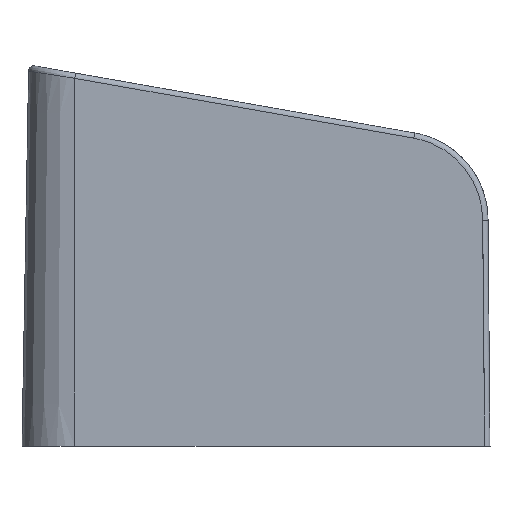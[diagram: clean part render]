
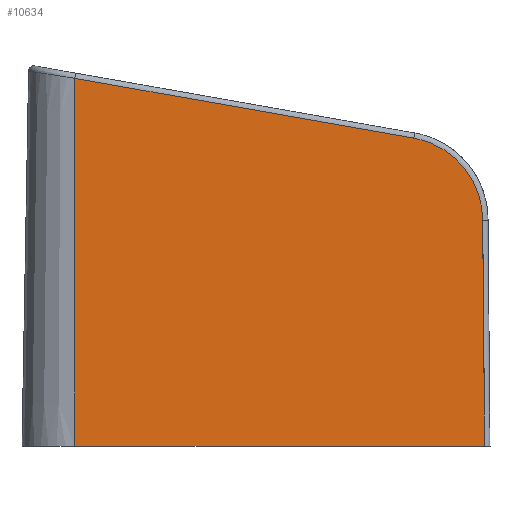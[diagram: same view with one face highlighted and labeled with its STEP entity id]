
A CAD part, left-side view. The second image highlights one B-rep face of the part: STEP entity #10634.
In plain terms, the highlighted planar face has unit normal (-1, 0.009, 0.018).
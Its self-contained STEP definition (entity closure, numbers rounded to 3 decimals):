
#154 = LINE ( 'NONE', #7385, #10880 ) ;
#288 = VERTEX_POINT ( 'NONE', #8202 ) ;
#444 = ORIENTED_EDGE ( 'NONE', *, *, #8391, .T. ) ;
#1061 = CARTESIAN_POINT ( 'NONE',  ( -21.395, 0.503, 25.167 ) ) ;
#1226 = DIRECTION ( 'NONE',  ( 0.017, 0., 1. ) ) ;
#1637 = ORIENTED_EDGE ( 'NONE', *, *, #3729, .F. ) ;
#1652 = DIRECTION ( 'NONE',  ( 0.009, 1., 0. ) ) ;
#2205 = LINE ( 'NONE', #6657, #8946 ) ;
#2347 = DIRECTION ( 'NONE',  ( -0.017, 0., -1. ) ) ;
#2701 = CARTESIAN_POINT ( 'NONE',  ( -21.319, 3.062, 28.217 ) ) ;
#2876 = CARTESIAN_POINT ( 'NONE',  ( -20.895, 38.924, 34.54 ) ) ;
#3138 = VERTEX_POINT ( 'NONE', #9190 ) ;
#3523 = FACE_OUTER_BOUND ( 'NONE', #4185, .T. ) ;
#3729 = EDGE_CURVE ( 'NONE', #288, #4074, #2205, .T. ) ;
#3781 = ORIENTED_EDGE ( 'NONE', *, *, #3967, .T. ) ;
#3967 = EDGE_CURVE ( 'NONE', #3138, #5697, #7267, .T. ) ;
#4074 = VERTEX_POINT ( 'NONE', #6160 ) ;
#4185 = EDGE_LOOP ( 'NONE', ( #3781, #8087, #444, #1637, #9455 ) ) ;
#4639 = AXIS2_PLACEMENT_3D ( 'NONE', #8625, #6221, #1226 ) ;
#5201 = CARTESIAN_POINT ( 'NONE',  ( -21.83, 0.322, 0.305 ) ) ;
#5266 = VERTEX_POINT ( 'NONE', #5680 ) ;
#5377 = PLANE ( 'NONE',  #4639 ) ;
#5550 = LINE ( 'NONE', #5201, #6716 ) ;
#5680 = CARTESIAN_POINT ( 'NONE',  ( -20.896, 38.838, 34.525 ) ) ;
#5697 = VERTEX_POINT ( 'NONE', #9318 ) ;
#6160 = CARTESIAN_POINT ( 'NONE',  ( -21.5, 38.844, -0.04 ) ) ;
#6221 = DIRECTION ( 'NONE',  ( -1., 0.009, 0.017 ) ) ;
#6397 = EDGE_CURVE ( 'NONE', #5697, #5266, #6978, .T. ) ;
#6657 = CARTESIAN_POINT ( 'NONE',  ( -21.497, 39.132, -0.04 ) ) ;
#6716 = VECTOR ( 'NONE', #10278, 1000. ) ;
#6886 = CARTESIAN_POINT ( 'NONE',  ( -21.464, 0.504, 21.185 ) ) ;
#6978 = LINE ( 'NONE', #2876, #8982 ) ;
#7267 =( BOUNDED_CURVE ( )  B_SPLINE_CURVE ( 3, ( #6886, #1061, #2701, #8607 ),
 .UNSPECIFIED., .F., .F. ) 
 B_SPLINE_CURVE_WITH_KNOTS ( ( 4, 4 ),
 ( 1.107, 2.503 ),
 .UNSPECIFIED. ) 
 CURVE ( )  GEOMETRIC_REPRESENTATION_ITEM ( )  RATIONAL_B_SPLINE_CURVE ( ( 1., 0.844, 0.844, 1. ) ) 
 REPRESENTATION_ITEM ( '' )  );
#7385 = CARTESIAN_POINT ( 'NONE',  ( -21.5, 38.844, -0.04 ) ) ;
#7669 = EDGE_CURVE ( 'NONE', #288, #3138, #5550, .T. ) ;
#8087 = ORIENTED_EDGE ( 'NONE', *, *, #6397, .T. ) ;
#8202 = CARTESIAN_POINT ( 'NONE',  ( -21.836, 0.319, -0.04 ) ) ;
#8391 = EDGE_CURVE ( 'NONE', #5266, #4074, #154, .T. ) ;
#8607 = CARTESIAN_POINT ( 'NONE',  ( -21.273, 6.983, 28.908 ) ) ;
#8625 = CARTESIAN_POINT ( 'NONE',  ( -21.497, 39.132, -0.04 ) ) ;
#8774 = DIRECTION ( 'NONE',  ( 0.012, 0.985, 0.174 ) ) ;
#8946 = VECTOR ( 'NONE', #1652, 1000. ) ;
#8982 = VECTOR ( 'NONE', #8774, 1000. ) ;
#9190 = CARTESIAN_POINT ( 'NONE',  ( -21.464, 0.504, 21.185 ) ) ;
#9318 = CARTESIAN_POINT ( 'NONE',  ( -21.273, 6.983, 28.908 ) ) ;
#9455 = ORIENTED_EDGE ( 'NONE', *, *, #7669, .T. ) ;
#10278 = DIRECTION ( 'NONE',  ( 0.018, 0.009, 1. ) ) ;
#10634 = ADVANCED_FACE ( 'NONE', ( #3523 ), #5377, .T. ) ;
#10880 = VECTOR ( 'NONE', #2347, 1000. ) ;
